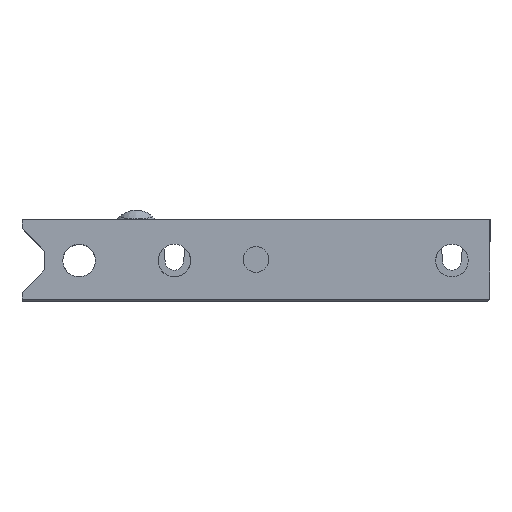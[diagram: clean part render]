
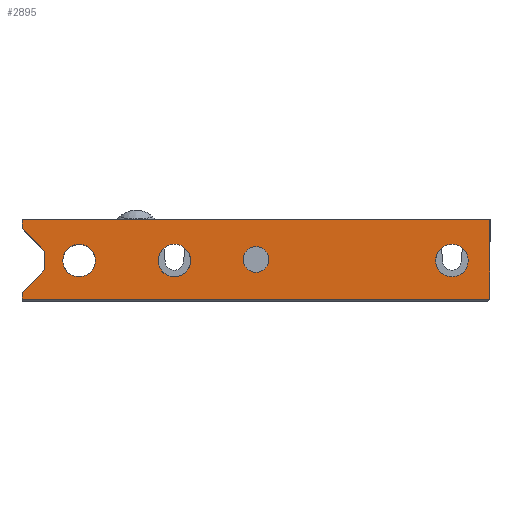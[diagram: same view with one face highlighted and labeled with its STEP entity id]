
A CAD part, top view. The second image highlights one B-rep face of the part: STEP entity #2895.
In plain terms, the highlighted face is planar.
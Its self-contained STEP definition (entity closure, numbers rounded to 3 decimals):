
#56 = CIRCLE ( 'NONE', #2475, 3. ) ;
#93 = AXIS2_PLACEMENT_3D ( 'NONE', #8328, #3975, #6775 ) ;
#142 = CIRCLE ( 'NONE', #5004, 3. ) ;
#233 = VERTEX_POINT ( 'NONE', #4538 ) ;
#271 = LINE ( 'NONE', #3279, #7051 ) ;
#405 = CARTESIAN_POINT ( 'NONE',  ( -171.6, -0.4, 15. ) ) ;
#494 = CARTESIAN_POINT ( 'NONE',  ( -44.95, -0.4, 7.7 ) ) ;
#519 = ORIENTED_EDGE ( 'NONE', *, *, #1085, .F. ) ;
#527 = CARTESIAN_POINT ( 'NONE',  ( -85.599, -0.4, 15. ) ) ;
#537 = ORIENTED_EDGE ( 'NONE', *, *, #938, .T. ) ;
#599 = FACE_BOUND ( 'NONE', #8114, .T. ) ;
#673 = DIRECTION ( 'NONE',  ( -0.707, 0., 0.707 ) ) ;
#692 = ORIENTED_EDGE ( 'NONE', *, *, #3946, .F. ) ;
#773 = VERTEX_POINT ( 'NONE', #1913 ) ;
#863 = DIRECTION ( 'NONE',  ( 0., 1., 0. ) ) ;
#889 = DIRECTION ( 'NONE',  ( 0., -1., 0. ) ) ;
#938 = EDGE_CURVE ( 'NONE', #3950, #4317, #3999, .T. ) ;
#964 = VECTOR ( 'NONE', #3205, 1000. ) ;
#992 = AXIS2_PLACEMENT_3D ( 'NONE', #4915, #6386, #9187 ) ;
#1085 = EDGE_CURVE ( 'NONE', #2377, #2955, #6991, .T. ) ;
#1142 = CARTESIAN_POINT ( 'NONE',  ( -54.6, -0.4, 7.5 ) ) ;
#1224 = ORIENTED_EDGE ( 'NONE', *, *, #2459, .F. ) ;
#1313 = CARTESIAN_POINT ( 'NONE',  ( -78.1, -0.4, 7.5 ) ) ;
#1366 = CARTESIAN_POINT ( 'NONE',  ( -129.399, -0.4, 57.201 ) ) ;
#1672 = ORIENTED_EDGE ( 'NONE', *, *, #2787, .F. ) ;
#1873 = CARTESIAN_POINT ( 'NONE',  ( -85.599, -0.4, 15. ) ) ;
#1913 = CARTESIAN_POINT ( 'NONE',  ( -81.427, -0.4, 9.228 ) ) ;
#2040 = EDGE_CURVE ( 'NONE', #5792, #773, #6047, .T. ) ;
#2141 = EDGE_LOOP ( 'NONE', ( #9157, #1672 ) ) ;
#2151 = CARTESIAN_POINT ( 'NONE',  ( -42.6, -0.4, 7.7 ) ) ;
#2201 = VERTEX_POINT ( 'NONE', #7668 ) ;
#2345 = CIRCLE ( 'NONE', #93, 3. ) ;
#2371 = DIRECTION ( 'NONE',  ( 1., 0., 0. ) ) ;
#2377 = VERTEX_POINT ( 'NONE', #6746 ) ;
#2459 = EDGE_CURVE ( 'NONE', #2852, #4317, #271, .T. ) ;
#2475 = AXIS2_PLACEMENT_3D ( 'NONE', #6634, #3078, #7443 ) ;
#2568 = CARTESIAN_POINT ( 'NONE',  ( -85.599, -0.4, 0.4 ) ) ;
#2757 = ORIENTED_EDGE ( 'NONE', *, *, #2917, .F. ) ;
#2787 = EDGE_CURVE ( 'NONE', #4849, #4331, #3566, .T. ) ;
#2790 = FACE_BOUND ( 'NONE', #2141, .T. ) ;
#2801 = AXIS2_PLACEMENT_3D ( 'NONE', #2151, #7958, #8619 ) ;
#2852 = VERTEX_POINT ( 'NONE', #8526 ) ;
#2855 = EDGE_CURVE ( 'NONE', #2852, #2955, #5544, .T. ) ;
#2895 = ADVANCED_FACE ( 'NONE', ( #8432, #2790, #599, #3467, #4778 ), #3514, .T. ) ;
#2917 = EDGE_CURVE ( 'NONE', #4942, #5792, #6346, .T. ) ;
#2955 = VERTEX_POINT ( 'NONE', #1873 ) ;
#3023 = EDGE_CURVE ( 'NONE', #4331, #4849, #6881, .T. ) ;
#3078 = DIRECTION ( 'NONE',  ( 0., 1., 0. ) ) ;
#3205 = DIRECTION ( 'NONE',  ( 0., 0., 1. ) ) ;
#3218 = EDGE_LOOP ( 'NONE', ( #519, #5307, #8052, #2757, #692, #537, #1224, #5286 ) ) ;
#3266 = CARTESIAN_POINT ( 'NONE',  ( -42.6, -0.4, 7.7 ) ) ;
#3279 = CARTESIAN_POINT ( 'NONE',  ( 0.4, -0.4, 15. ) ) ;
#3415 = DIRECTION ( 'NONE',  ( -1., 0., 0. ) ) ;
#3418 = EDGE_CURVE ( 'NONE', #2201, #6465, #7061, .T. ) ;
#3467 = FACE_BOUND ( 'NONE', #7756, .T. ) ;
#3514 = PLANE ( 'NONE',  #6583 ) ;
#3566 = CIRCLE ( 'NONE', #8249, 2.35 ) ;
#3721 = DIRECTION ( 'NONE',  ( 0., 1., 0. ) ) ;
#3788 = EDGE_CURVE ( 'NONE', #233, #4098, #5099, .T. ) ;
#3803 = ORIENTED_EDGE ( 'NONE', *, *, #5655, .T. ) ;
#3908 = DIRECTION ( 'NONE',  ( 0., 0., -1. ) ) ;
#3928 = DIRECTION ( 'NONE',  ( 1., 0., 0. ) ) ;
#3946 = EDGE_CURVE ( 'NONE', #3950, #4942, #9026, .T. ) ;
#3950 = VERTEX_POINT ( 'NONE', #2568 ) ;
#3975 = DIRECTION ( 'NONE',  ( 0., 1., 0. ) ) ;
#3999 = LINE ( 'NONE', #6758, #6577 ) ;
#4035 = DIRECTION ( 'NONE',  ( 0.707, 0., 0.707 ) ) ;
#4098 = VERTEX_POINT ( 'NONE', #1313 ) ;
#4162 = EDGE_CURVE ( 'NONE', #6465, #2201, #2345, .T. ) ;
#4202 = VECTOR ( 'NONE', #673, 1000. ) ;
#4317 = VERTEX_POINT ( 'NONE', #7066 ) ;
#4331 = VERTEX_POINT ( 'NONE', #494 ) ;
#4441 = CARTESIAN_POINT ( 'NONE',  ( -81.427, -0.4, 15. ) ) ;
#4538 = CARTESIAN_POINT ( 'NONE',  ( -72.1, -0.4, 7.5 ) ) ;
#4621 = VECTOR ( 'NONE', #4035, 1000. ) ;
#4778 = FACE_BOUND ( 'NONE', #8363, .T. ) ;
#4849 = VERTEX_POINT ( 'NONE', #5755 ) ;
#4870 = CARTESIAN_POINT ( 'NONE',  ( -121.899, -0.4, -34.701 ) ) ;
#4915 = CARTESIAN_POINT ( 'NONE',  ( -75.1, -0.4, 7.5 ) ) ;
#4942 = VERTEX_POINT ( 'NONE', #8977 ) ;
#4990 = DIRECTION ( 'NONE',  ( 1., 0., 0. ) ) ;
#5004 = AXIS2_PLACEMENT_3D ( 'NONE', #7670, #6049, #3928 ) ;
#5099 = CIRCLE ( 'NONE', #992, 3. ) ;
#5286 = ORIENTED_EDGE ( 'NONE', *, *, #2855, .T. ) ;
#5307 = ORIENTED_EDGE ( 'NONE', *, *, #8756, .F. ) ;
#5544 = LINE ( 'NONE', #405, #7643 ) ;
#5655 = EDGE_CURVE ( 'NONE', #8537, #7117, #142, .T. ) ;
#5755 = CARTESIAN_POINT ( 'NONE',  ( -40.25, -0.4, 7.7 ) ) ;
#5792 = VERTEX_POINT ( 'NONE', #6560 ) ;
#5801 = VECTOR ( 'NONE', #9304, 1000. ) ;
#6014 = DIRECTION ( 'NONE',  ( -1., 0., 0. ) ) ;
#6047 = LINE ( 'NONE', #4441, #964 ) ;
#6049 = DIRECTION ( 'NONE',  ( 0., 1., 0. ) ) ;
#6075 = ORIENTED_EDGE ( 'NONE', *, *, #4162, .T. ) ;
#6119 = ORIENTED_EDGE ( 'NONE', *, *, #3418, .T. ) ;
#6274 = AXIS2_PLACEMENT_3D ( 'NONE', #8079, #863, #2371 ) ;
#6295 = VECTOR ( 'NONE', #9213, 1000. ) ;
#6328 = CARTESIAN_POINT ( 'NONE',  ( -3.6, -0.4, 7.5 ) ) ;
#6346 = LINE ( 'NONE', #4870, #4621 ) ;
#6386 = DIRECTION ( 'NONE',  ( 0., 1., 0. ) ) ;
#6391 = DIRECTION ( 'NONE',  ( 0., -1., 0. ) ) ;
#6465 = VERTEX_POINT ( 'NONE', #6328 ) ;
#6560 = CARTESIAN_POINT ( 'NONE',  ( -81.427, -0.4, 5.772 ) ) ;
#6577 = VECTOR ( 'NONE', #8264, 1000. ) ;
#6583 = AXIS2_PLACEMENT_3D ( 'NONE', #8332, #6391, #9191 ) ;
#6634 = CARTESIAN_POINT ( 'NONE',  ( -57.6, -0.4, 7.5 ) ) ;
#6746 = CARTESIAN_POINT ( 'NONE',  ( -85.599, -0.4, 13.4 ) ) ;
#6758 = CARTESIAN_POINT ( 'NONE',  ( -171.6, -0.4, 0.4 ) ) ;
#6775 = DIRECTION ( 'NONE',  ( 1., 0., 0. ) ) ;
#6881 = CIRCLE ( 'NONE', #2801, 2.35 ) ;
#6889 = CARTESIAN_POINT ( 'NONE',  ( -85.599, -0.4, 15. ) ) ;
#6991 = LINE ( 'NONE', #527, #5801 ) ;
#7051 = VECTOR ( 'NONE', #3908, 1000. ) ;
#7061 = CIRCLE ( 'NONE', #8255, 3. ) ;
#7066 = CARTESIAN_POINT ( 'NONE',  ( 0.4, -0.4, 0.4 ) ) ;
#7083 = EDGE_CURVE ( 'NONE', #4098, #233, #7196, .T. ) ;
#7117 = VERTEX_POINT ( 'NONE', #8503 ) ;
#7196 = CIRCLE ( 'NONE', #6274, 3. ) ;
#7214 = EDGE_CURVE ( 'NONE', #7117, #8537, #56, .T. ) ;
#7443 = DIRECTION ( 'NONE',  ( 1., 0., 0. ) ) ;
#7586 = ORIENTED_EDGE ( 'NONE', *, *, #7083, .T. ) ;
#7643 = VECTOR ( 'NONE', #3415, 1000. ) ;
#7668 = CARTESIAN_POINT ( 'NONE',  ( -9.6, -0.4, 7.5 ) ) ;
#7670 = CARTESIAN_POINT ( 'NONE',  ( -57.6, -0.4, 7.5 ) ) ;
#7737 = ORIENTED_EDGE ( 'NONE', *, *, #7214, .T. ) ;
#7756 = EDGE_LOOP ( 'NONE', ( #6075, #6119 ) ) ;
#7958 = DIRECTION ( 'NONE',  ( 0., -1., 0. ) ) ;
#8052 = ORIENTED_EDGE ( 'NONE', *, *, #2040, .F. ) ;
#8079 = CARTESIAN_POINT ( 'NONE',  ( -75.1, -0.4, 7.5 ) ) ;
#8114 = EDGE_LOOP ( 'NONE', ( #8459, #7586 ) ) ;
#8249 = AXIS2_PLACEMENT_3D ( 'NONE', #3266, #889, #6014 ) ;
#8255 = AXIS2_PLACEMENT_3D ( 'NONE', #9302, #3721, #4990 ) ;
#8264 = DIRECTION ( 'NONE',  ( 1., 0., 0. ) ) ;
#8328 = CARTESIAN_POINT ( 'NONE',  ( -6.6, -0.4, 7.5 ) ) ;
#8332 = CARTESIAN_POINT ( 'NONE',  ( -171.6, -0.4, 15. ) ) ;
#8363 = EDGE_LOOP ( 'NONE', ( #3803, #7737 ) ) ;
#8432 = FACE_OUTER_BOUND ( 'NONE', #3218, .T. ) ;
#8459 = ORIENTED_EDGE ( 'NONE', *, *, #3788, .T. ) ;
#8503 = CARTESIAN_POINT ( 'NONE',  ( -60.6, -0.4, 7.5 ) ) ;
#8526 = CARTESIAN_POINT ( 'NONE',  ( 0.4, -0.4, 15. ) ) ;
#8537 = VERTEX_POINT ( 'NONE', #1142 ) ;
#8619 = DIRECTION ( 'NONE',  ( -1., 0., 0. ) ) ;
#8756 = EDGE_CURVE ( 'NONE', #773, #2377, #9358, .T. ) ;
#8977 = CARTESIAN_POINT ( 'NONE',  ( -85.599, -0.4, 1.6 ) ) ;
#9026 = LINE ( 'NONE', #6889, #6295 ) ;
#9157 = ORIENTED_EDGE ( 'NONE', *, *, #3023, .F. ) ;
#9187 = DIRECTION ( 'NONE',  ( 1., 0., 0. ) ) ;
#9191 = DIRECTION ( 'NONE',  ( -1., 0., 0. ) ) ;
#9213 = DIRECTION ( 'NONE',  ( 0., 0., 1. ) ) ;
#9302 = CARTESIAN_POINT ( 'NONE',  ( -6.6, -0.4, 7.5 ) ) ;
#9304 = DIRECTION ( 'NONE',  ( 0., 0., 1. ) ) ;
#9358 = LINE ( 'NONE', #1366, #4202 ) ;
